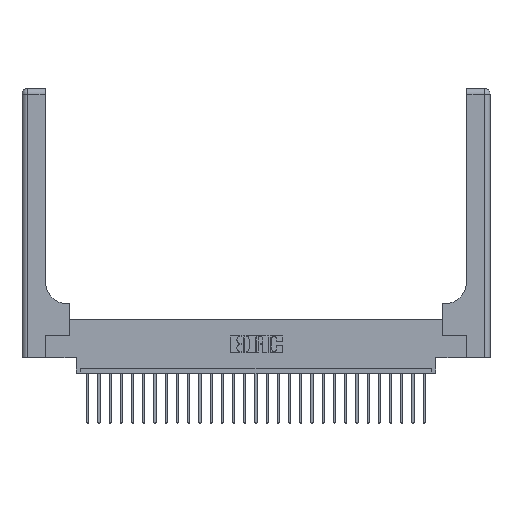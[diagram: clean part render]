
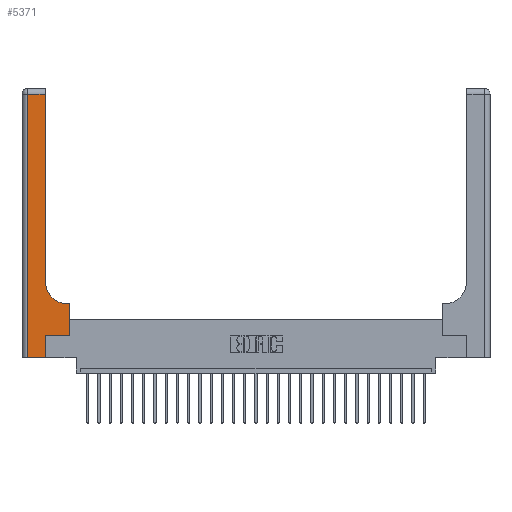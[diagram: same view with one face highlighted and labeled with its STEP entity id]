
A CAD part, top view. The second image highlights one B-rep face of the part: STEP entity #5371.
In plain terms, the highlighted planar face has unit normal (0, 0, 1).
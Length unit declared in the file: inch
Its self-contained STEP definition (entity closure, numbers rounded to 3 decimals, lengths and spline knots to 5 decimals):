
#83 = ORIENTED_EDGE ( 'NONE', *, *, #22447, .T. ) ;
#314 = CARTESIAN_POINT ( 'NONE',  ( 0., 2.94, 0.37 ) ) ;
#632 = VECTOR ( 'NONE', #16195, 39.37008 ) ;
#1051 = CIRCLE ( 'NONE', #22713, 0.25 ) ;
#1809 = ORIENTED_EDGE ( 'NONE', *, *, #2575, .T. ) ;
#1892 = VERTEX_POINT ( 'NONE', #20855 ) ;
#1967 = VERTEX_POINT ( 'NONE', #13083 ) ;
#2485 = EDGE_CURVE ( 'NONE', #1967, #16211, #24465, .T. ) ;
#2575 = EDGE_CURVE ( 'NONE', #22613, #15926, #25423, .T. ) ;
#2791 = CARTESIAN_POINT ( 'NONE',  ( 0.528, 0.25, 0.37 ) ) ;
#2923 = ORIENTED_EDGE ( 'NONE', *, *, #14517, .T. ) ;
#3718 = DIRECTION ( 'NONE',  ( -1., 0., 0. ) ) ;
#4059 = CARTESIAN_POINT ( 'NONE',  ( 0.265, 0.25, 0.37 ) ) ;
#4169 = CARTESIAN_POINT ( 'NONE',  ( 0.528, 0.25, 0.37 ) ) ;
#4297 = EDGE_CURVE ( 'NONE', #9135, #25993, #25626, .T. ) ;
#4359 = VECTOR ( 'NONE', #18928, 39.37008 ) ;
#4542 = LINE ( 'NONE', #314, #10200 ) ;
#4897 = EDGE_CURVE ( 'NONE', #16211, #22613, #4542, .T. ) ;
#5371 = ADVANCED_FACE ( 'NONE', ( #7986 ), #22168, .F. ) ;
#5441 = LINE ( 'NONE', #24730, #17445 ) ;
#5943 = LINE ( 'NONE', #22005, #632 ) ;
#6099 = CARTESIAN_POINT ( 'NONE',  ( 0.26, 2.94, 0.37 ) ) ;
#6122 = EDGE_CURVE ( 'NONE', #25993, #24865, #5441, .T. ) ;
#6365 = DIRECTION ( 'NONE',  ( 1., 0., 0. ) ) ;
#7065 = ORIENTED_EDGE ( 'NONE', *, *, #4297, .T. ) ;
#7220 = ORIENTED_EDGE ( 'NONE', *, *, #11333, .T. ) ;
#7929 = CARTESIAN_POINT ( 'NONE',  ( 0.265, 0., 0.37 ) ) ;
#7986 = FACE_OUTER_BOUND ( 'NONE', #12776, .T. ) ;
#8376 = EDGE_CURVE ( 'NONE', #1892, #1967, #1051, .T. ) ;
#8610 = ORIENTED_EDGE ( 'NONE', *, *, #6122, .T. ) ;
#8903 = DIRECTION ( 'NONE',  ( 0., 0., -1. ) ) ;
#9135 = VERTEX_POINT ( 'NONE', #18023 ) ;
#9697 = VECTOR ( 'NONE', #24678, 39.37008 ) ;
#9922 = VECTOR ( 'NONE', #20097, 39.37008 ) ;
#10079 = ORIENTED_EDGE ( 'NONE', *, *, #4897, .T. ) ;
#10200 = VECTOR ( 'NONE', #14439, 39.37008 ) ;
#10989 = ORIENTED_EDGE ( 'NONE', *, *, #8376, .T. ) ;
#11333 = EDGE_CURVE ( 'NONE', #15926, #9135, #5943, .T. ) ;
#11450 = CARTESIAN_POINT ( 'NONE',  ( 0.06, 0., 0.37 ) ) ;
#11474 = DIRECTION ( 'NONE',  ( 0., -1., 0. ) ) ;
#12776 = EDGE_LOOP ( 'NONE', ( #21744, #10079, #1809, #7220, #7065, #8610, #83, #2923, #10989 ) ) ;
#13040 = CARTESIAN_POINT ( 'NONE',  ( 0.26, 3., 0.37 ) ) ;
#13083 = CARTESIAN_POINT ( 'NONE',  ( 0.26, 0.85, 0.37 ) ) ;
#14439 = DIRECTION ( 'NONE',  ( -1., 0., 0. ) ) ;
#14517 = EDGE_CURVE ( 'NONE', #23259, #1892, #19701, .T. ) ;
#14721 = VECTOR ( 'NONE', #18123, 39.37008 ) ;
#14821 = VECTOR ( 'NONE', #11474, 39.37008 ) ;
#15413 = CARTESIAN_POINT ( 'NONE',  ( 0.06, 2.94, 0.37 ) ) ;
#15926 = VERTEX_POINT ( 'NONE', #11450 ) ;
#16195 = DIRECTION ( 'NONE',  ( 1., 0., 0. ) ) ;
#16211 = VERTEX_POINT ( 'NONE', #6099 ) ;
#16749 = CARTESIAN_POINT ( 'NONE',  ( 0.51, 0.85, 0.37 ) ) ;
#17445 = VECTOR ( 'NONE', #6365, 39.37008 ) ;
#18023 = CARTESIAN_POINT ( 'NONE',  ( 0.265, 0., 0.37 ) ) ;
#18123 = DIRECTION ( 'NONE',  ( 0., 1., 0. ) ) ;
#18650 = DIRECTION ( 'NONE',  ( 1., 0., 0. ) ) ;
#18928 = DIRECTION ( 'NONE',  ( 0., 1., 0. ) ) ;
#19701 = LINE ( 'NONE', #25989, #9922 ) ;
#19978 = CARTESIAN_POINT ( 'NONE',  ( 0., 3., 0.37 ) ) ;
#20097 = DIRECTION ( 'NONE',  ( -1., 0., 0. ) ) ;
#20855 = CARTESIAN_POINT ( 'NONE',  ( 0.51, 0.6, 0.37 ) ) ;
#21425 = CARTESIAN_POINT ( 'NONE',  ( 0.06, 3., 0.37 ) ) ;
#21744 = ORIENTED_EDGE ( 'NONE', *, *, #2485, .T. ) ;
#21806 = AXIS2_PLACEMENT_3D ( 'NONE', #19978, #24032, #3718 ) ;
#22005 = CARTESIAN_POINT ( 'NONE',  ( 0., 0., 0.37 ) ) ;
#22168 = PLANE ( 'NONE',  #21806 ) ;
#22447 = EDGE_CURVE ( 'NONE', #24865, #23259, #25735, .T. ) ;
#22613 = VERTEX_POINT ( 'NONE', #15413 ) ;
#22713 = AXIS2_PLACEMENT_3D ( 'NONE', #16749, #8903, #18650 ) ;
#23259 = VERTEX_POINT ( 'NONE', #25162 ) ;
#24032 = DIRECTION ( 'NONE',  ( 0., 0., -1. ) ) ;
#24465 = LINE ( 'NONE', #13040, #4359 ) ;
#24678 = DIRECTION ( 'NONE',  ( 0., 1., 0. ) ) ;
#24730 = CARTESIAN_POINT ( 'NONE',  ( 0.265, 0.25, 0.37 ) ) ;
#24865 = VERTEX_POINT ( 'NONE', #4169 ) ;
#25162 = CARTESIAN_POINT ( 'NONE',  ( 0.528, 0.6, 0.37 ) ) ;
#25423 = LINE ( 'NONE', #21425, #14821 ) ;
#25626 = LINE ( 'NONE', #7929, #14721 ) ;
#25735 = LINE ( 'NONE', #2791, #9697 ) ;
#25989 = CARTESIAN_POINT ( 'NONE',  ( 0.26, 0.6, 0.37 ) ) ;
#25993 = VERTEX_POINT ( 'NONE', #4059 ) ;
